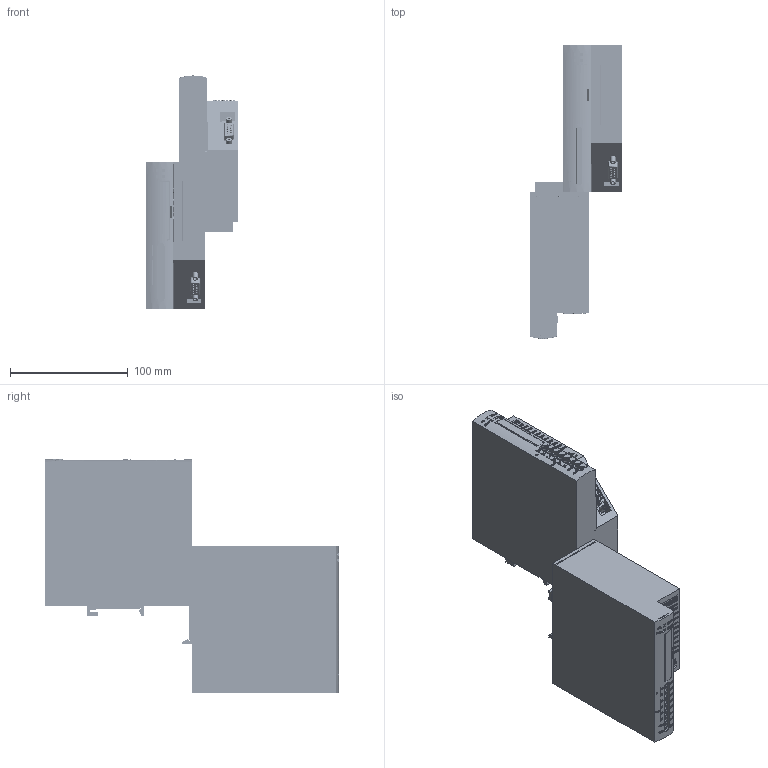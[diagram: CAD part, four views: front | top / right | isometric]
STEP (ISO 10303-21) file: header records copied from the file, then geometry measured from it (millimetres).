
FILE_DESCRIPTION( ( 'Unknown' ), '1' );
FILE_NAME( 'C98130-A7555-A003.stp', 'Unknown', ( 'Rumpler' ), ( 'Unknown' ), 'PSStep 10.0', 'Unknown', ' ' );
FILE_SCHEMA( ( 'AUTOMOTIVE_DESIGN { 1 0 10303 214 1 1 1 1 }' ) );
Length unit declared in the file: millimetre
Products named in the file (2): Assem1; C98130-A7555-A003
Bounding box: 78.67 x 249.42 x 198.29 mm (x, y, z)
Volume: 377861.5 mm3; surface area: 289077.6 mm2
Topology: 2 solids, 10 shells, 8432 faces, 23412 edges, 15628 vertices
Faces by surface type: plane 5362, extrusion 1932, cylinder 1098, cone 24, torus 16
Full cylindrical faces by diameter (mm): 0.6 x4, 0.64 x18, 0.757 x2, 0.8 x40, 0.856 x2, 0.9 x72, 0.97 x76, 1 x16, 1.3 x44, 2.2 x40, 2.9 x4, 3.1 x2, 3.2 x6, 3.5 x20, 4.5 x4, 5 x16
Entity records: 177384 total; most frequent: CARTESIAN_POINT 39440, ORIENTED_EDGE 22788, DIRECTION 18130, EDGE_CURVE 11394, VECTOR 8562, VERTEX_POINT 7697, LINE 7596, EDGE_LOOP 5013
